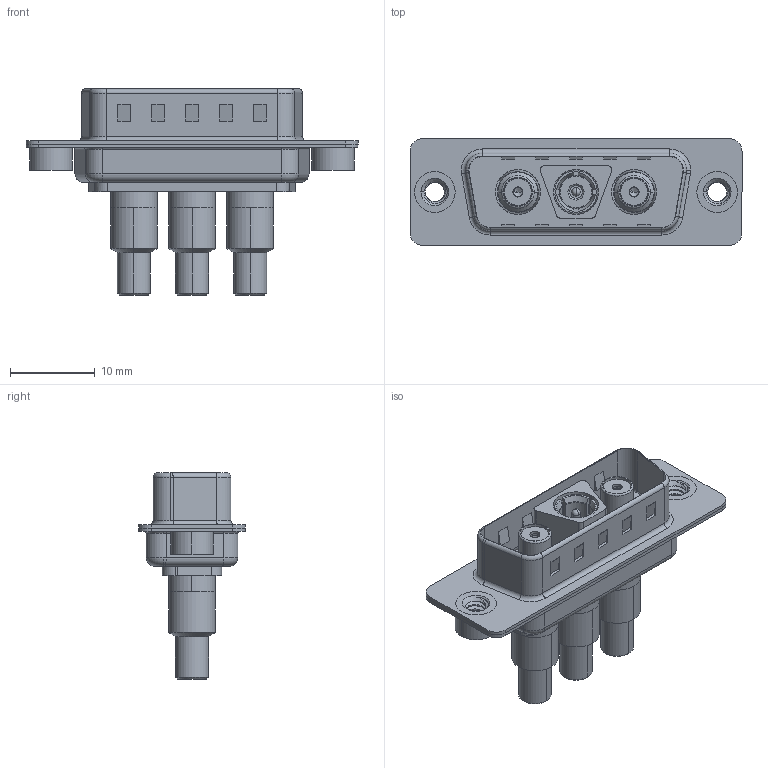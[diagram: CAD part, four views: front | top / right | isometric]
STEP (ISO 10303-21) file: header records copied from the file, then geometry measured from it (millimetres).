
FILE_DESCRIPTION (( 'STEP AP203' ), '1' );
FILE_NAME ('627-3WK3222-5N2.STEP', '2019-05-24T19:53:15', ( '' ), ( '' ), 'SwSTEP 2.0', 'SolidWorks 2016', '' );
FILE_SCHEMA (( 'CONFIG_CONTROL_DESIGN' ));
Length unit declared in the file: millimetre
Products named in the file (16): Co-Ax Jack Assy_SC; Pin_Solder Cup; 627-3WK3222-5N2; Locking Collar; Solder Cover; 627Combo Housing_3WK3; Co-Ax Plug Assy_SC; 627Combo Shell Rear_15 Contacts; Co-Ax Jack_Solder Cup Tail; 627Combo Shell Front_15 Contacts; Insulator Socket; 627Combo Threaded Rivet_2; Insulator Socket 2; Co-Ax Plug_Solder Cup Tail; Socket_Solder Cup; Insulator Pin_Solder Cup Tail
Assembly tree (19 placements, depth 3):
  627-3WK3222-5N2
    627Combo Housing_3WK3
    627Combo Shell Rear_15 Contacts
    627Combo Shell Front_15 Contacts
    627Combo Threaded Rivet_2  x2
    Co-Ax Plug Assy_SC
      Co-Ax Plug_Solder Cup Tail
      Insulator Pin_Solder Cup Tail
      Pin_Solder Cup
      Locking Collar
      Solder Cover
    Co-Ax Jack Assy_SC  x2
      Co-Ax Jack_Solder Cup Tail
      Insulator Socket
      Insulator Socket 2
      Locking Collar
      Socket_Solder Cup
      Solder Cover
Bounding box: 39.15 x 12.6 x 24.3 mm (x, y, z)
Volume: 2343 mm3; surface area: 7394.7 mm2
Topology: 22 solids, 22 shells, 756 faces, 1807 edges, 1122 vertices
Faces by surface type: cylinder 328, plane 274, cone 78, torus 62, bspline 12, sphere 2
Entity records: 20284 total; most frequent: CARTESIAN_POINT 4642, DIRECTION 3076, ORIENTED_EDGE 2768, EDGE_CURVE 1384, AXIS2_PLACEMENT_3D 1179, VERTEX_POINT 870, VECTOR 718, LINE 718
